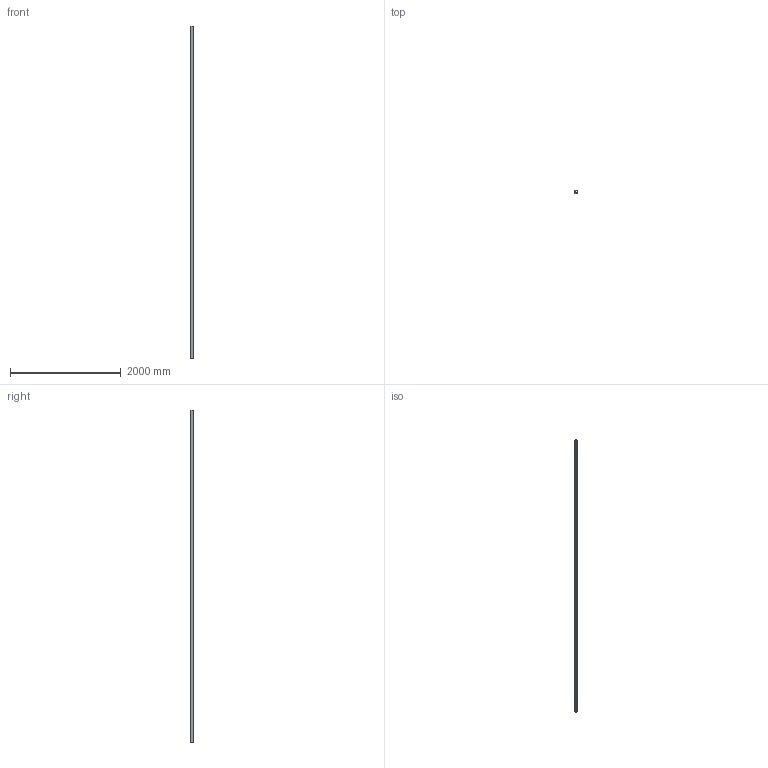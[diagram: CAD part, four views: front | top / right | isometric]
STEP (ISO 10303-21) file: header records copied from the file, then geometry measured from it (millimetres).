
FILE_DESCRIPTION (( 'STEP AP203' ), '1' );
FILE_NAME ('6985-6.step', '2021-12-22T10:30:11', ( '' ), ( '' ), 'SwSTEP 2.0', 'SolidWorks 2018', '' );
FILE_SCHEMA (( 'CONFIG_CONTROL_DESIGN' ));
Products named in the file (2): 6985-6
Bounding box: 50 x 50 x 6000 mm (x, y, z)
Volume: 2776004.5 mm3; surface area: 2225129.8 mm2
Topology: 1 solids, 1 shells, 3619 faces, 9587 edges, 7190 vertices
Faces by surface type: torus 2304, cylinder 1108, plane 107, bspline 100
Entity records: 256294 total; most frequent: CARTESIAN_POINT 177924, ORIENTED_EDGE 19174, DIRECTION 9653, EDGE_CURVE 9587, VERTEX_POINT 7190, B_SPLINE_CURVE_WITH_KNOTS 7004, EDGE_LOOP 4841, ADVANCED_FACE 3619
